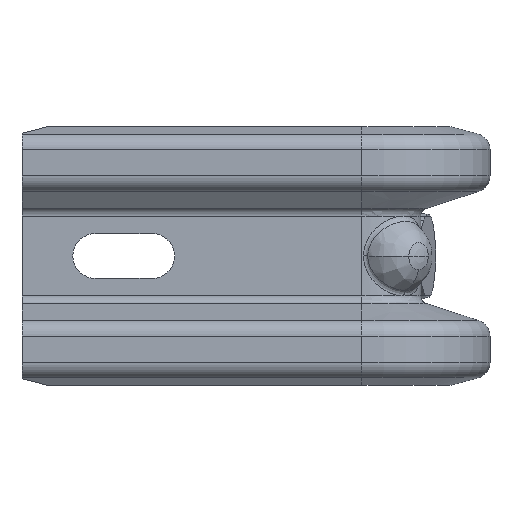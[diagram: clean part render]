
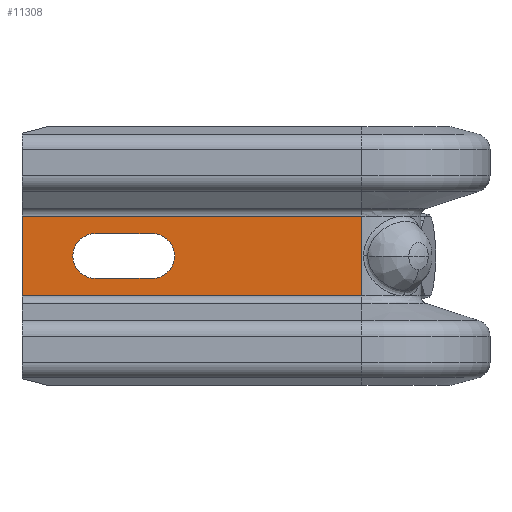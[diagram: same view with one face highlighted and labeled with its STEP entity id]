
A CAD part, left-side view. The second image highlights one B-rep face of the part: STEP entity #11308.
In plain terms, the highlighted planar face has unit normal (-1, 0, 0).
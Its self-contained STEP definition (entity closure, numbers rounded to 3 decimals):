
#1491=DIRECTION('',(0.,0.,1.));
#1492=VECTOR('',#1491,19.6);
#1493=CARTESIAN_POINT('',(-157.,115.,-9.8));
#1494=LINE('',#1493,#1492);
#1495=DIRECTION('',(0.,0.,1.));
#1496=VECTOR('',#1495,19.6);
#1497=CARTESIAN_POINT('',(-157.,31.5,-9.8));
#1498=LINE('',#1497,#1496);
#1499=DIRECTION('',(0.,1.,0.));
#1500=VECTOR('',#1499,83.5);
#1501=CARTESIAN_POINT('',(-157.,31.5,-9.8));
#1502=LINE('',#1501,#1500);
#1503=DIRECTION('',(0.,1.,0.));
#1504=VECTOR('',#1503,14.);
#1505=CARTESIAN_POINT('',(-157.,83.,5.5));
#1506=LINE('',#1505,#1504);
#1507=CARTESIAN_POINT('',(-157.,97.,0.));
#1508=DIRECTION('',(1.,0.,0.));
#1509=DIRECTION('',(0.,0.,-1.));
#1510=AXIS2_PLACEMENT_3D('',#1507,#1508,#1509);
#1512=DIRECTION('',(0.,-1.,0.));
#1513=VECTOR('',#1512,14.);
#1514=CARTESIAN_POINT('',(-157.,97.,-5.5));
#1515=LINE('',#1514,#1513);
#1516=CARTESIAN_POINT('',(-157.,83.,0.));
#1517=DIRECTION('',(1.,0.,0.));
#1518=DIRECTION('',(0.,0.,1.));
#1519=AXIS2_PLACEMENT_3D('',#1516,#1517,#1518);
#2545=DIRECTION('',(0.,1.,0.));
#2546=VECTOR('',#2545,83.5);
#2547=CARTESIAN_POINT('',(-157.,31.5,9.8));
#2548=LINE('',#2547,#2546);
#7545=CARTESIAN_POINT('',(-157.,31.5,-9.8));
#7546=VERTEX_POINT('',#7545);
#7547=CARTESIAN_POINT('',(-157.,31.5,9.8));
#7548=VERTEX_POINT('',#7547);
#7641=CARTESIAN_POINT('',(-157.,83.,5.5));
#7642=CARTESIAN_POINT('',(-157.,97.,5.5));
#7643=VERTEX_POINT('',#7641);
#7644=VERTEX_POINT('',#7642);
#7645=CARTESIAN_POINT('',(-157.,97.,-5.5));
#7646=VERTEX_POINT('',#7645);
#7647=CARTESIAN_POINT('',(-157.,83.,-5.5));
#7648=VERTEX_POINT('',#7647);
#8751=CARTESIAN_POINT('',(-157.,115.,-9.8));
#8752=VERTEX_POINT('',#8751);
#8753=CARTESIAN_POINT('',(-157.,115.,9.8));
#8754=VERTEX_POINT('',#8753);
#11284=CARTESIAN_POINT('',(-157.,31.5,-9.8));
#11285=DIRECTION('',(-1.,0.,0.));
#11286=DIRECTION('',(0.,0.,1.));
#11287=AXIS2_PLACEMENT_3D('',#11284,#11285,#11286);
#11288=PLANE('',#11287);
#11290=ORIENTED_EDGE('',*,*,#11289,.T.);
#11292=ORIENTED_EDGE('',*,*,#11291,.F.);
#11293=ORIENTED_EDGE('',*,*,#11259,.F.);
#11295=ORIENTED_EDGE('',*,*,#11294,.T.);
#11296=EDGE_LOOP('',(#11290,#11292,#11293,#11295));
#11297=FACE_OUTER_BOUND('',#11296,.F.);
#11299=ORIENTED_EDGE('',*,*,#11298,.T.);
#11301=ORIENTED_EDGE('',*,*,#11300,.F.);
#11303=ORIENTED_EDGE('',*,*,#11302,.T.);
#11305=ORIENTED_EDGE('',*,*,#11304,.F.);
#11306=EDGE_LOOP('',(#11299,#11301,#11303,#11305));
#11307=FACE_BOUND('',#11306,.F.);
#11308=ADVANCED_FACE('',(#11297,#11307),#11288,.T.);
#1511=CIRCLE('',#1510,5.5);
#1520=CIRCLE('',#1519,5.5);
#11259=EDGE_CURVE('',#7546,#7548,#1498,.T.);
#11289=EDGE_CURVE('',#8752,#8754,#1494,.T.);
#11291=EDGE_CURVE('',#7548,#8754,#2548,.T.);
#11294=EDGE_CURVE('',#7546,#8752,#1502,.T.);
#11298=EDGE_CURVE('',#7643,#7644,#1506,.T.);
#11300=EDGE_CURVE('',#7646,#7644,#1511,.T.);
#11302=EDGE_CURVE('',#7646,#7648,#1515,.T.);
#11304=EDGE_CURVE('',#7643,#7648,#1520,.T.);
